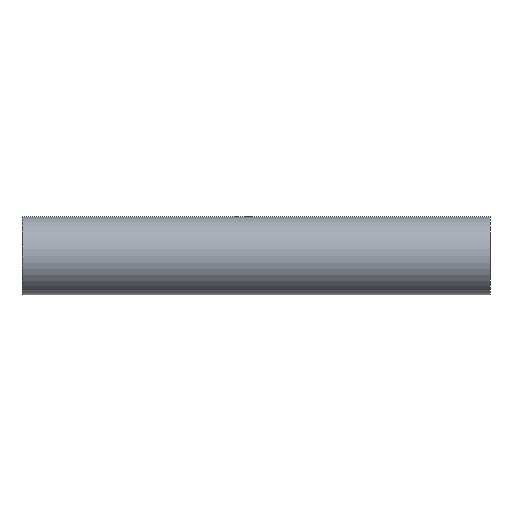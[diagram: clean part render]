
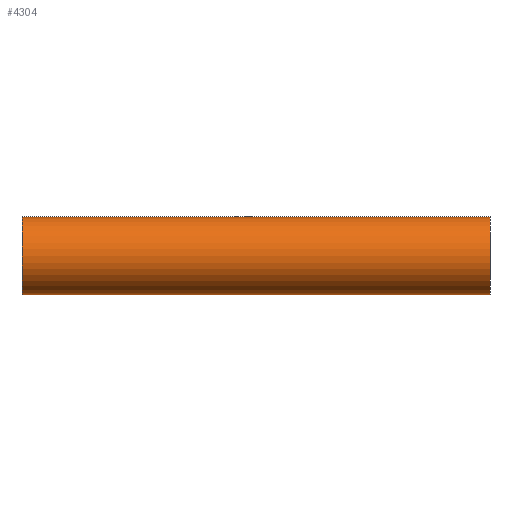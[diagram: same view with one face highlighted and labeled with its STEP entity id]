
A CAD part, front view. The second image highlights one B-rep face of the part: STEP entity #4304.
In plain terms, the highlighted cylindrical face has radius 8 mm (diameter 16 mm), a partial arc.
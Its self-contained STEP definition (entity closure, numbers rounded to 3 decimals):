
#67 = CYLINDRICAL_SURFACE ( 'NONE', #688, 8. ) ;
#110 = LINE ( 'NONE', #3095, #1594 ) ;
#140 = CARTESIAN_POINT ( 'NONE',  ( 48., 0., 0. ) ) ;
#366 = ORIENTED_EDGE ( 'NONE', *, *, #2483, .T. ) ;
#440 = VECTOR ( 'NONE', #2190, 1000. ) ;
#501 = VERTEX_POINT ( 'NONE', #1669 ) ;
#607 = DIRECTION ( 'NONE',  ( 1., 0., 0. ) ) ;
#645 = VERTEX_POINT ( 'NONE', #3030 ) ;
#688 = AXIS2_PLACEMENT_3D ( 'NONE', #140, #1657, #1209 ) ;
#699 = ORIENTED_EDGE ( 'NONE', *, *, #2016, .T. ) ;
#712 = CARTESIAN_POINT ( 'NONE',  ( 48., 0., -8. ) ) ;
#1053 = DIRECTION ( 'NONE',  ( 0., 0., -1. ) ) ;
#1209 = DIRECTION ( 'NONE',  ( 0., 0., 1. ) ) ;
#1428 = CARTESIAN_POINT ( 'NONE',  ( 48., 0., 0. ) ) ;
#1443 = AXIS2_PLACEMENT_3D ( 'NONE', #2924, #607, #4335 ) ;
#1594 = VECTOR ( 'NONE', #4133, 1000. ) ;
#1657 = DIRECTION ( 'NONE',  ( -1., 0., 0. ) ) ;
#1669 = CARTESIAN_POINT ( 'NONE',  ( -48., 0., 8. ) ) ;
#1683 = VERTEX_POINT ( 'NONE', #4138 ) ;
#2016 = EDGE_CURVE ( 'NONE', #4467, #501, #110, .T. ) ;
#2190 = DIRECTION ( 'NONE',  ( -1., 0., 0. ) ) ;
#2483 = EDGE_CURVE ( 'NONE', #501, #1683, #3161, .T. ) ;
#2484 = ORIENTED_EDGE ( 'NONE', *, *, #4248, .F. ) ;
#2924 = CARTESIAN_POINT ( 'NONE',  ( -48., 0., 0. ) ) ;
#3030 = CARTESIAN_POINT ( 'NONE',  ( 48., 0., -8. ) ) ;
#3053 = FACE_OUTER_BOUND ( 'NONE', #3939, .T. ) ;
#3095 = CARTESIAN_POINT ( 'NONE',  ( 48., 0., 8. ) ) ;
#3161 = CIRCLE ( 'NONE', #1443, 8. ) ;
#3690 = CARTESIAN_POINT ( 'NONE',  ( 48., 0., 8. ) ) ;
#3722 = LINE ( 'NONE', #712, #440 ) ;
#3939 = EDGE_LOOP ( 'NONE', ( #4296, #2484, #699, #366 ) ) ;
#4133 = DIRECTION ( 'NONE',  ( -1., 0., 0. ) ) ;
#4138 = CARTESIAN_POINT ( 'NONE',  ( -48., 0., -8. ) ) ;
#4248 = EDGE_CURVE ( 'NONE', #4467, #645, #4841, .T. ) ;
#4296 = ORIENTED_EDGE ( 'NONE', *, *, #4771, .F. ) ;
#4304 = ADVANCED_FACE ( 'NONE', ( #3053 ), #67, .T. ) ;
#4335 = DIRECTION ( 'NONE',  ( 0., 0., -1. ) ) ;
#4415 = DIRECTION ( 'NONE',  ( 1., 0., 0. ) ) ;
#4467 = VERTEX_POINT ( 'NONE', #3690 ) ;
#4769 = AXIS2_PLACEMENT_3D ( 'NONE', #1428, #4415, #1053 ) ;
#4771 = EDGE_CURVE ( 'NONE', #645, #1683, #3722, .T. ) ;
#4841 = CIRCLE ( 'NONE', #4769, 8. ) ;
